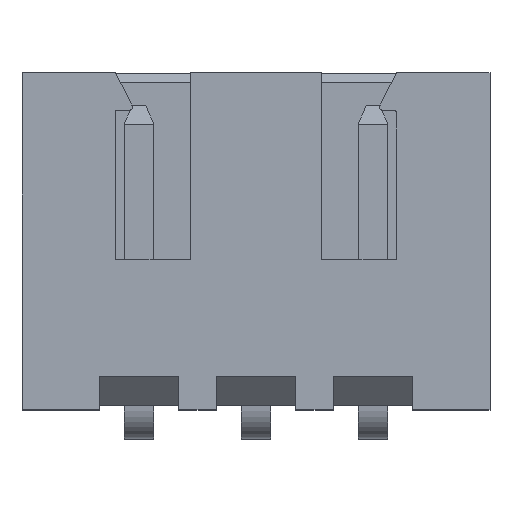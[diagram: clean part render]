
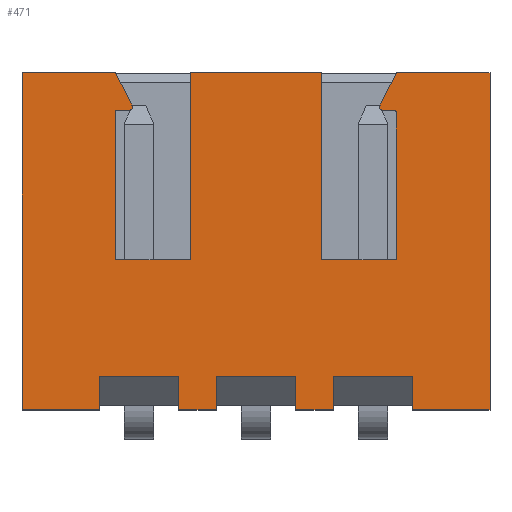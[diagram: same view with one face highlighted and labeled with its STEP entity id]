
A CAD part, top view. The second image highlights one B-rep face of the part: STEP entity #471.
In plain terms, the highlighted planar face has unit normal (0, 0, 1).
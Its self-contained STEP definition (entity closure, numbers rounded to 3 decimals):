
#471=ADVANCED_FACE('',(#1054),#1055,.T.);
#1054=FACE_OUTER_BOUND('',#1749,.T.);
#1055=PLANE('',#1750);
#1749=EDGE_LOOP('',(#3156,#3157,#3158,#3159,#3160,#3161,#3162,#3163,#3164,#3165,#3166,#3167,#3168,#3169,#3170,#3171,#3172,#3173,#3174,#3175,#3176,#3177,#3178,#3179,#3180,#3181,#3182,#3183,#3184,#3185,#3186,#3187,#3188));
#1750=AXIS2_PLACEMENT_3D('',#3189,#3190,#3191);
#3156=ORIENTED_EDGE('',*,*,#4624,.T.);
#3157=ORIENTED_EDGE('',*,*,#4621,.T.);
#3158=ORIENTED_EDGE('',*,*,#4617,.T.);
#3159=ORIENTED_EDGE('',*,*,#4650,.T.);
#3160=ORIENTED_EDGE('',*,*,#4651,.T.);
#3161=ORIENTED_EDGE('',*,*,#4652,.F.);
#3162=ORIENTED_EDGE('',*,*,#4653,.T.);
#3163=ORIENTED_EDGE('',*,*,#4654,.F.);
#3164=ORIENTED_EDGE('',*,*,#4655,.T.);
#3165=ORIENTED_EDGE('',*,*,#4656,.T.);
#3166=ORIENTED_EDGE('',*,*,#4657,.T.);
#3167=ORIENTED_EDGE('',*,*,#4658,.F.);
#3168=ORIENTED_EDGE('',*,*,#4659,.T.);
#3169=ORIENTED_EDGE('',*,*,#4660,.T.);
#3170=ORIENTED_EDGE('',*,*,#4661,.F.);
#3171=ORIENTED_EDGE('',*,*,#4662,.F.);
#3172=ORIENTED_EDGE('',*,*,#4663,.T.);
#3173=ORIENTED_EDGE('',*,*,#4664,.T.);
#3174=ORIENTED_EDGE('',*,*,#4665,.T.);
#3175=ORIENTED_EDGE('',*,*,#4666,.T.);
#3176=ORIENTED_EDGE('',*,*,#4667,.T.);
#3177=ORIENTED_EDGE('',*,*,#4601,.T.);
#3178=ORIENTED_EDGE('',*,*,#4597,.T.);
#3179=ORIENTED_EDGE('',*,*,#4593,.T.);
#3180=ORIENTED_EDGE('',*,*,#4668,.T.);
#3181=ORIENTED_EDGE('',*,*,#4584,.T.);
#3182=ORIENTED_EDGE('',*,*,#4581,.T.);
#3183=ORIENTED_EDGE('',*,*,#4577,.T.);
#3184=ORIENTED_EDGE('',*,*,#4669,.T.);
#3185=ORIENTED_EDGE('',*,*,#4568,.T.);
#3186=ORIENTED_EDGE('',*,*,#4565,.T.);
#3187=ORIENTED_EDGE('',*,*,#4560,.T.);
#3188=ORIENTED_EDGE('',*,*,#4647,.T.);
#3189=CARTESIAN_POINT('',(0.0,0.0,5.8));
#3190=DIRECTION('',(0.0,0.0,1.0));
#3191=DIRECTION('',(1.0,0.0,0.0));
#4560=EDGE_CURVE('',#5569,#5567,#5570,.T.);
#4565=EDGE_CURVE('',#5576,#5569,#5577,.T.);
#4568=EDGE_CURVE('',#5580,#5576,#5581,.T.);
#4577=EDGE_CURVE('',#5595,#5593,#5596,.T.);
#4581=EDGE_CURVE('',#5600,#5595,#5601,.T.);
#4584=EDGE_CURVE('',#5604,#5600,#5605,.T.);
#4593=EDGE_CURVE('',#5619,#5617,#5620,.T.);
#4597=EDGE_CURVE('',#5624,#5619,#5625,.T.);
#4601=EDGE_CURVE('',#5630,#5624,#5631,.T.);
#4617=EDGE_CURVE('',#5659,#5657,#5660,.T.);
#4621=EDGE_CURVE('',#5664,#5659,#5665,.T.);
#4624=EDGE_CURVE('',#5668,#5664,#5669,.T.);
#4647=EDGE_CURVE('',#5567,#5668,#5706,.T.);
#4650=EDGE_CURVE('',#5657,#5709,#5710,.T.);
#4651=EDGE_CURVE('',#5709,#5711,#5712,.T.);
#4652=EDGE_CURVE('',#5713,#5711,#5714,.T.);
#4653=EDGE_CURVE('',#5713,#5715,#5716,.T.);
#4654=EDGE_CURVE('',#5717,#5715,#5718,.T.);
#4655=EDGE_CURVE('',#5717,#5719,#5720,.T.);
#4656=EDGE_CURVE('',#5719,#5721,#5722,.T.);
#4657=EDGE_CURVE('',#5721,#5723,#5724,.T.);
#4658=EDGE_CURVE('',#5725,#5723,#5726,.T.);
#4659=EDGE_CURVE('',#5725,#5727,#5728,.T.);
#4660=EDGE_CURVE('',#5727,#5729,#5730,.T.);
#4661=EDGE_CURVE('',#5731,#5729,#5732,.T.);
#4662=EDGE_CURVE('',#5733,#5731,#5734,.T.);
#4663=EDGE_CURVE('',#5733,#5735,#5736,.T.);
#4664=EDGE_CURVE('',#5735,#5737,#5738,.T.);
#4665=EDGE_CURVE('',#5737,#5739,#5740,.T.);
#4666=EDGE_CURVE('',#5739,#5741,#5742,.T.);
#4667=EDGE_CURVE('',#5741,#5630,#5743,.T.);
#4668=EDGE_CURVE('',#5617,#5604,#5744,.T.);
#4669=EDGE_CURVE('',#5593,#5580,#5745,.T.);
#5567=VERTEX_POINT('',#7049);
#5569=VERTEX_POINT('',#7052);
#5570=LINE('',#7053,#7054);
#5576=VERTEX_POINT('',#7063);
#5577=LINE('',#7064,#7065);
#5580=VERTEX_POINT('',#7069);
#5581=LINE('',#7070,#7071);
#5593=VERTEX_POINT('',#7088);
#5595=VERTEX_POINT('',#7091);
#5596=LINE('',#7092,#7093);
#5600=VERTEX_POINT('',#7099);
#5601=LINE('',#7100,#7101);
#5604=VERTEX_POINT('',#7105);
#5605=LINE('',#7106,#7107);
#5617=VERTEX_POINT('',#7124);
#5619=VERTEX_POINT('',#7127);
#5620=LINE('',#7128,#7129);
#5624=VERTEX_POINT('',#7135);
#5625=LINE('',#7136,#7137);
#5630=VERTEX_POINT('',#7144);
#5631=LINE('',#7145,#7146);
#5657=VERTEX_POINT('',#7184);
#5659=VERTEX_POINT('',#7187);
#5660=LINE('',#7188,#7189);
#5664=VERTEX_POINT('',#7195);
#5665=LINE('',#7196,#7197);
#5668=VERTEX_POINT('',#7201);
#5669=LINE('',#7202,#7203);
#5706=LINE('',#7256,#7257);
#5709=VERTEX_POINT('',#7261);
#5710=LINE('',#7262,#7263);
#5711=VERTEX_POINT('',#7264);
#5712=CIRCLE('',#7265,0.06);
#5713=VERTEX_POINT('',#7266);
#5714=LINE('',#7267,#7268);
#5715=VERTEX_POINT('',#7269);
#5716=CIRCLE('',#7270,0.06);
#5717=VERTEX_POINT('',#7271);
#5718=LINE('',#7272,#7273);
#5719=VERTEX_POINT('',#7274);
#5720=CIRCLE('',#7275,0.06);
#5721=VERTEX_POINT('',#7276);
#5722=LINE('',#7277,#7278);
#5723=VERTEX_POINT('',#7279);
#5724=LINE('',#7280,#7281);
#5725=VERTEX_POINT('',#7282);
#5726=LINE('',#7283,#7284);
#5727=VERTEX_POINT('',#7285);
#5728=LINE('',#7286,#7287);
#5729=VERTEX_POINT('',#7288);
#5730=LINE('',#7289,#7290);
#5731=VERTEX_POINT('',#7291);
#5732=LINE('',#7292,#7293);
#5733=VERTEX_POINT('',#7294);
#5734=LINE('',#7295,#7296);
#5735=VERTEX_POINT('',#7297);
#5736=LINE('',#7298,#7299);
#5737=VERTEX_POINT('',#7300);
#5738=CIRCLE('',#7301,0.06);
#5739=VERTEX_POINT('',#7302);
#5740=LINE('',#7303,#7304);
#5741=VERTEX_POINT('',#7305);
#5742=CIRCLE('',#7306,0.06);
#5743=LINE('',#7307,#7308);
#5744=LINE('',#7309,#7310);
#5745=LINE('',#7311,#7312);
#7049=CARTESIAN_POINT('',(1.65,-2.9,5.8));
#7052=CARTESIAN_POINT('',(1.65,-3.6,5.8));
#7053=CARTESIAN_POINT('',(1.65,-3.6,5.8));
#7054=VECTOR('',#8311,1.0);
#7063=CARTESIAN_POINT('',(0.85,-3.6,5.8));
#7064=CARTESIAN_POINT('',(0.85,-3.6,5.8));
#7065=VECTOR('',#8315,1.0);
#7069=CARTESIAN_POINT('',(0.85,-2.9,5.8));
#7070=CARTESIAN_POINT('',(0.85,-2.9,5.8));
#7071=VECTOR('',#8317,1.0);
#7088=CARTESIAN_POINT('',(-0.85,-2.9,5.8));
#7091=CARTESIAN_POINT('',(-0.85,-3.6,5.8));
#7092=CARTESIAN_POINT('',(-0.85,-3.6,5.8));
#7093=VECTOR('',#8324,1.0);
#7099=CARTESIAN_POINT('',(-1.65,-3.6,5.8));
#7100=CARTESIAN_POINT('',(-1.65,-3.6,5.8));
#7101=VECTOR('',#8327,1.0);
#7105=CARTESIAN_POINT('',(-1.65,-2.9,5.8));
#7106=CARTESIAN_POINT('',(-1.65,-2.9,5.8));
#7107=VECTOR('',#8329,1.0);
#7124=CARTESIAN_POINT('',(-3.35,-2.9,5.8));
#7127=CARTESIAN_POINT('',(-3.35,-3.6,5.8));
#7128=CARTESIAN_POINT('',(-3.35,-3.6,5.8));
#7129=VECTOR('',#8336,1.0);
#7135=CARTESIAN_POINT('',(-5.0,-3.6,5.8));
#7136=CARTESIAN_POINT('',(-5.0,-3.6,5.8));
#7137=VECTOR('',#8339,1.0);
#7144=CARTESIAN_POINT('',(-5.0,3.6,5.8));
#7145=CARTESIAN_POINT('',(-5.0,3.6,5.8));
#7146=VECTOR('',#8342,1.0);
#7184=CARTESIAN_POINT('',(5.0,3.6,5.8));
#7187=CARTESIAN_POINT('',(5.0,-3.6,5.8));
#7188=CARTESIAN_POINT('',(5.0,-3.6,5.8));
#7189=VECTOR('',#8356,1.0);
#7195=CARTESIAN_POINT('',(3.35,-3.6,5.8));
#7196=CARTESIAN_POINT('',(3.35,-3.6,5.8));
#7197=VECTOR('',#8359,1.0);
#7201=CARTESIAN_POINT('',(3.35,-2.9,5.8));
#7202=CARTESIAN_POINT('',(3.35,-2.9,5.8));
#7203=VECTOR('',#8361,1.0);
#7256=CARTESIAN_POINT('',(1.65,-2.9,5.8));
#7257=VECTOR('',#8378,1.0);
#7261=CARTESIAN_POINT('',(3.037,3.6,5.8));
#7262=CARTESIAN_POINT('',(5.0,3.6,5.8));
#7263=VECTOR('',#8380,1.0);
#7264=CARTESIAN_POINT('',(2.983,3.567,5.8));
#7265=AXIS2_PLACEMENT_3D('',#8381,#8382,#8383);
#7266=CARTESIAN_POINT('',(2.643,2.887,5.8));
#7267=CARTESIAN_POINT('',(2.643,2.887,5.8));
#7268=VECTOR('',#8384,1.0);
#7269=CARTESIAN_POINT('',(2.697,2.8,5.8));
#7270=AXIS2_PLACEMENT_3D('',#8385,#8386,#8387);
#7271=CARTESIAN_POINT('',(2.94,2.8,5.8));
#7272=CARTESIAN_POINT('',(2.94,2.8,5.8));
#7273=VECTOR('',#8388,1.0);
#7274=CARTESIAN_POINT('',(3.0,2.74,5.8));
#7275=AXIS2_PLACEMENT_3D('',#8389,#8390,#8391);
#7276=CARTESIAN_POINT('',(3.0,-0.4,5.8));
#7277=CARTESIAN_POINT('',(3.0,2.74,5.8));
#7278=VECTOR('',#8392,1.0);
#7279=CARTESIAN_POINT('',(1.4,-0.4,5.8));
#7280=CARTESIAN_POINT('',(3.0,-0.4,5.8));
#7281=VECTOR('',#8393,1.0);
#7282=CARTESIAN_POINT('',(1.4,3.6,5.8));
#7283=CARTESIAN_POINT('',(1.4,3.6,5.8));
#7284=VECTOR('',#8394,1.0);
#7285=CARTESIAN_POINT('',(-1.4,3.6,5.8));
#7286=CARTESIAN_POINT('',(1.4,3.6,5.8));
#7287=VECTOR('',#8395,1.0);
#7288=CARTESIAN_POINT('',(-1.4,-0.4,5.8));
#7289=CARTESIAN_POINT('',(-1.4,3.6,5.8));
#7290=VECTOR('',#8396,1.0);
#7291=CARTESIAN_POINT('',(-3.0,-0.4,5.8));
#7292=CARTESIAN_POINT('',(-3.0,-0.4,5.8));
#7293=VECTOR('',#8397,1.0);
#7294=CARTESIAN_POINT('',(-3.0,2.8,5.8));
#7295=CARTESIAN_POINT('',(-3.0,2.8,5.8));
#7296=VECTOR('',#8398,1.0);
#7297=CARTESIAN_POINT('',(-2.697,2.8,5.8));
#7298=CARTESIAN_POINT('',(-3.0,2.8,5.8));
#7299=VECTOR('',#8399,1.0);
#7300=CARTESIAN_POINT('',(-2.643,2.887,5.8));
#7301=AXIS2_PLACEMENT_3D('',#8400,#8401,#8402);
#7302=CARTESIAN_POINT('',(-2.983,3.567,5.8));
#7303=CARTESIAN_POINT('',(-2.643,2.887,5.8));
#7304=VECTOR('',#8403,1.0);
#7305=CARTESIAN_POINT('',(-3.037,3.6,5.8));
#7306=AXIS2_PLACEMENT_3D('',#8404,#8405,#8406);
#7307=CARTESIAN_POINT('',(-3.037,3.6,5.8));
#7308=VECTOR('',#8407,1.0);
#7309=CARTESIAN_POINT('',(-3.35,-2.9,5.8));
#7310=VECTOR('',#8408,1.0);
#7311=CARTESIAN_POINT('',(-0.85,-2.9,5.8));
#7312=VECTOR('',#8409,1.0);
#8311=DIRECTION('',(0.0,1.0,0.0));
#8315=DIRECTION('',(1.0,0.0,0.0));
#8317=DIRECTION('',(0.0,-1.0,0.0));
#8324=DIRECTION('',(0.0,1.0,0.0));
#8327=DIRECTION('',(1.0,0.0,0.0));
#8329=DIRECTION('',(0.0,-1.0,0.0));
#8336=DIRECTION('',(0.0,1.0,0.0));
#8339=DIRECTION('',(1.0,0.0,0.0));
#8342=DIRECTION('',(0.0,-1.0,0.0));
#8356=DIRECTION('',(0.0,1.0,0.0));
#8359=DIRECTION('',(1.0,0.0,0.0));
#8361=DIRECTION('',(0.0,-1.0,0.0));
#8378=DIRECTION('',(1.0,0.0,0.0));
#8380=DIRECTION('',(-1.0,0.0,0.0));
#8381=CARTESIAN_POINT('',(3.037,3.54,5.8));
#8382=DIRECTION('',(0.0,-0.0,1.0));
#8383=DIRECTION('',(0.,1.0,0.0));
#8384=DIRECTION('',(0.447,0.894,0.0));
#8385=CARTESIAN_POINT('',(2.697,2.86,5.8));
#8386=DIRECTION('',(0.0,0.0,1.0));
#8387=DIRECTION('',(-0.894,0.447,0.0));
#8388=DIRECTION('',(-1.0,0.0,0.0));
#8389=CARTESIAN_POINT('',(2.94,2.74,5.8));
#8390=DIRECTION('',(0.0,0.0,-1.0));
#8391=DIRECTION('',(0.,1.0,0.0));
#8392=DIRECTION('',(0.0,-1.0,0.0));
#8393=DIRECTION('',(-1.0,0.0,0.0));
#8394=DIRECTION('',(0.0,-1.0,0.0));
#8395=DIRECTION('',(-1.0,0.0,0.0));
#8396=DIRECTION('',(0.0,-1.0,0.0));
#8397=DIRECTION('',(1.0,0.0,0.0));
#8398=DIRECTION('',(0.0,-1.0,0.0));
#8399=DIRECTION('',(1.0,0.0,0.0));
#8400=CARTESIAN_POINT('',(-2.697,2.86,5.8));
#8401=DIRECTION('',(0.0,0.0,1.0));
#8402=DIRECTION('',(0.,-1.0,0.0));
#8403=DIRECTION('',(-0.447,0.894,0.0));
#8404=CARTESIAN_POINT('',(-3.037,3.54,5.8));
#8405=DIRECTION('',(0.0,-0.0,1.0));
#8406=DIRECTION('',(0.894,0.447,0.0));
#8407=DIRECTION('',(-1.0,0.0,0.0));
#8408=DIRECTION('',(1.0,0.0,0.0));
#8409=DIRECTION('',(1.0,0.0,0.0));
